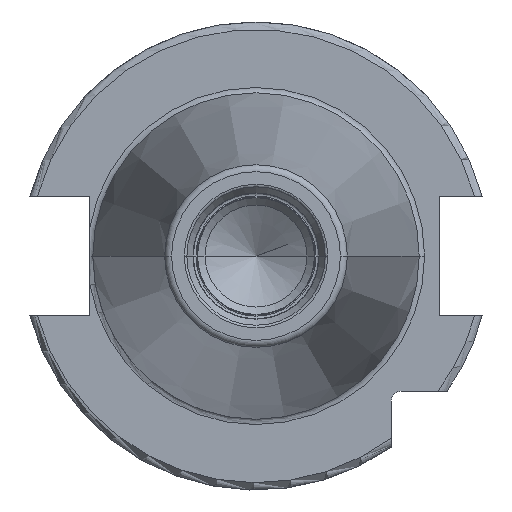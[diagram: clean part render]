
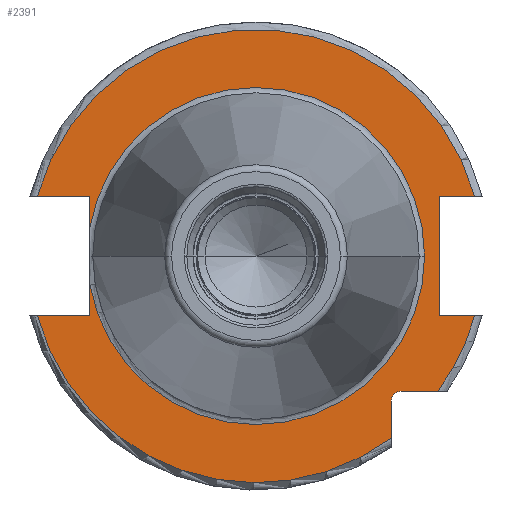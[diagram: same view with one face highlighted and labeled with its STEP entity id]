
A CAD part, left-side view. The second image highlights one B-rep face of the part: STEP entity #2391.
In plain terms, the highlighted planar face has unit normal (-1, 0, 0).
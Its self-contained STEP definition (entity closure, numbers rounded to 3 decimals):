
#117=CARTESIAN_POINT('',(3.2,0.,0.));
#118=DIRECTION('',(-1.,0.,0.));
#119=DIRECTION('',(0.,0.986,-0.168));
#120=AXIS2_PLACEMENT_3D('',#117,#118,#119);
#608=DIRECTION('',(0.,-1.,0.));
#609=VECTOR('',#608,4.99);
#610=CARTESIAN_POINT('',(3.2,-19.7,-18.35));
#611=LINE('',#610,#609);
#612=DIRECTION('',(0.,0.,1.));
#613=VECTOR('',#612,4.99);
#614=CARTESIAN_POINT('',(3.2,-18.35,-24.69));
#615=LINE('',#614,#613);
#616=CARTESIAN_POINT('',(3.2,0.,0.));
#617=DIRECTION('',(-1.,0.,0.));
#618=DIRECTION('',(0.,0.965,-0.263));
#619=AXIS2_PLACEMENT_3D('',#616,#617,#618);
#621=DIRECTION('',(0.,-1.,0.));
#622=VECTOR('',#621,7.127);
#623=CARTESIAN_POINT('',(3.2,29.677,-8.1));
#624=LINE('',#623,#622);
#625=DIRECTION('',(0.,0.,-1.));
#626=VECTOR('',#625,4.258);
#627=CARTESIAN_POINT('',(3.2,22.55,-3.842));
#628=LINE('',#627,#626);
#629=DIRECTION('',(0.,0.,-1.));
#630=VECTOR('',#629,4.258);
#631=CARTESIAN_POINT('',(3.2,22.55,8.1));
#632=LINE('',#631,#630);
#633=DIRECTION('',(0.,-1.,0.));
#634=VECTOR('',#633,7.127);
#635=CARTESIAN_POINT('',(3.2,29.677,8.1));
#636=LINE('',#635,#634);
#637=CARTESIAN_POINT('',(3.2,0.,0.));
#638=DIRECTION('',(1.,0.,0.));
#639=DIRECTION('',(0.,0.965,0.263));
#640=AXIS2_PLACEMENT_3D('',#637,#638,#639);
#642=DIRECTION('',(0.,1.,0.));
#643=VECTOR('',#642,4.827);
#644=CARTESIAN_POINT('',(3.2,-29.677,8.1));
#645=LINE('',#644,#643);
#646=DIRECTION('',(0.,0.,1.));
#647=VECTOR('',#646,16.2);
#648=CARTESIAN_POINT('',(3.2,-24.85,-8.1));
#649=LINE('',#648,#647);
#650=DIRECTION('',(0.,1.,0.));
#651=VECTOR('',#650,4.827);
#652=CARTESIAN_POINT('',(3.2,-29.677,-8.1));
#653=LINE('',#652,#651);
#654=CARTESIAN_POINT('',(3.2,0.,0.));
#655=DIRECTION('',(-1.,0.,0.));
#656=DIRECTION('',(0.,-0.803,-0.597));
#657=AXIS2_PLACEMENT_3D('',#654,#655,#656);
#668=CARTESIAN_POINT('',(3.2,-19.7,-19.7));
#669=DIRECTION('',(1.,0.,0.));
#670=DIRECTION('',(0.,1.,0.));
#671=AXIS2_PLACEMENT_3D('',#668,#669,#670);
#1062=CARTESIAN_POINT('',(3.2,0.,0.));
#1063=DIRECTION('',(1.,0.,0.));
#1064=DIRECTION('',(0.,0.986,0.168));
#1065=AXIS2_PLACEMENT_3D('',#1062,#1063,#1064);
#1312=CARTESIAN_POINT('',(3.2,-22.875,0.));
#1314=VERTEX_POINT('',#1312);
#1462=CARTESIAN_POINT('',(3.2,29.677,8.1));
#1463=CARTESIAN_POINT('',(3.2,22.55,8.1));
#1464=VERTEX_POINT('',#1462);
#1465=VERTEX_POINT('',#1463);
#1466=CARTESIAN_POINT('',(3.2,22.55,3.842));
#1467=VERTEX_POINT('',#1466);
#1468=CARTESIAN_POINT('',(3.2,22.55,-3.842));
#1469=CARTESIAN_POINT('',(3.2,22.55,-8.1));
#1470=VERTEX_POINT('',#1468);
#1471=VERTEX_POINT('',#1469);
#1472=CARTESIAN_POINT('',(3.2,29.677,-8.1));
#1473=VERTEX_POINT('',#1472);
#1474=CARTESIAN_POINT('',(3.2,-29.677,-8.1));
#1475=CARTESIAN_POINT('',(3.2,-24.85,-8.1));
#1476=VERTEX_POINT('',#1474);
#1477=VERTEX_POINT('',#1475);
#1478=CARTESIAN_POINT('',(3.2,-24.85,8.1));
#1479=VERTEX_POINT('',#1478);
#1480=CARTESIAN_POINT('',(3.2,-29.677,8.1));
#1481=VERTEX_POINT('',#1480);
#1505=CARTESIAN_POINT('',(3.2,-18.35,-24.69));
#1506=VERTEX_POINT('',#1505);
#1513=CARTESIAN_POINT('',(3.2,-19.7,-18.35));
#1514=CARTESIAN_POINT('',(3.2,-24.69,-18.35));
#1515=VERTEX_POINT('',#1513);
#1516=VERTEX_POINT('',#1514);
#1517=CARTESIAN_POINT('',(3.2,-18.35,-19.7));
#1518=VERTEX_POINT('',#1517);
#2361=CARTESIAN_POINT('',(3.2,0.,0.));
#2362=DIRECTION('',(1.,0.,0.));
#2363=DIRECTION('',(0.,-1.,0.));
#2364=AXIS2_PLACEMENT_3D('',#2361,#2362,#2363);
#2365=PLANE('',#2364);
#2367=ORIENTED_EDGE('',*,*,#2366,.F.);
#2369=ORIENTED_EDGE('',*,*,#2368,.F.);
#2371=ORIENTED_EDGE('',*,*,#2370,.F.);
#2373=ORIENTED_EDGE('',*,*,#2372,.F.);
#2374=ORIENTED_EDGE('',*,*,#2088,.T.);
#2375=ORIENTED_EDGE('',*,*,#1738,.F.);
#2376=ORIENTED_EDGE('',*,*,#1717,.T.);
#2378=ORIENTED_EDGE('',*,*,#2377,.F.);
#2379=ORIENTED_EDGE('',*,*,#1733,.F.);
#2380=ORIENTED_EDGE('',*,*,#2158,.F.);
#2381=ORIENTED_EDGE('',*,*,#2356,.T.);
#2382=ORIENTED_EDGE('',*,*,#2216,.T.);
#2384=ORIENTED_EDGE('',*,*,#2383,.F.);
#2386=ORIENTED_EDGE('',*,*,#2385,.F.);
#2388=ORIENTED_EDGE('',*,*,#2387,.F.);
#2389=EDGE_LOOP('',(#2367,#2369,#2371,#2373,#2374,#2375,#2376,#2378,#2379,#2380,
#2381,#2382,#2384,#2386,#2388));
#2390=FACE_OUTER_BOUND('',#2389,.F.);
#2391=ADVANCED_FACE('',(#2390),#2365,.F.);
#121=CIRCLE('',#120,22.875);
#620=CIRCLE('',#619,30.763);
#641=CIRCLE('',#640,30.763);
#658=CIRCLE('',#657,30.763);
#672=CIRCLE('',#671,1.35);
#1066=CIRCLE('',#1065,22.875);
#1717=EDGE_CURVE('',#1470,#1314,#121,.T.);
#1733=EDGE_CURVE('',#1465,#1467,#632,.T.);
#1738=EDGE_CURVE('',#1470,#1471,#628,.T.);
#2088=EDGE_CURVE('',#1473,#1471,#624,.T.);
#2158=EDGE_CURVE('',#1464,#1465,#636,.T.);
#2216=EDGE_CURVE('',#1481,#1479,#645,.T.);
#2356=EDGE_CURVE('',#1464,#1481,#641,.T.);
#2366=EDGE_CURVE('',#1515,#1516,#611,.T.);
#2368=EDGE_CURVE('',#1518,#1515,#672,.T.);
#2370=EDGE_CURVE('',#1506,#1518,#615,.T.);
#2372=EDGE_CURVE('',#1473,#1506,#620,.T.);
#2377=EDGE_CURVE('',#1467,#1314,#1066,.T.);
#2383=EDGE_CURVE('',#1477,#1479,#649,.T.);
#2385=EDGE_CURVE('',#1476,#1477,#653,.T.);
#2387=EDGE_CURVE('',#1516,#1476,#658,.T.);
